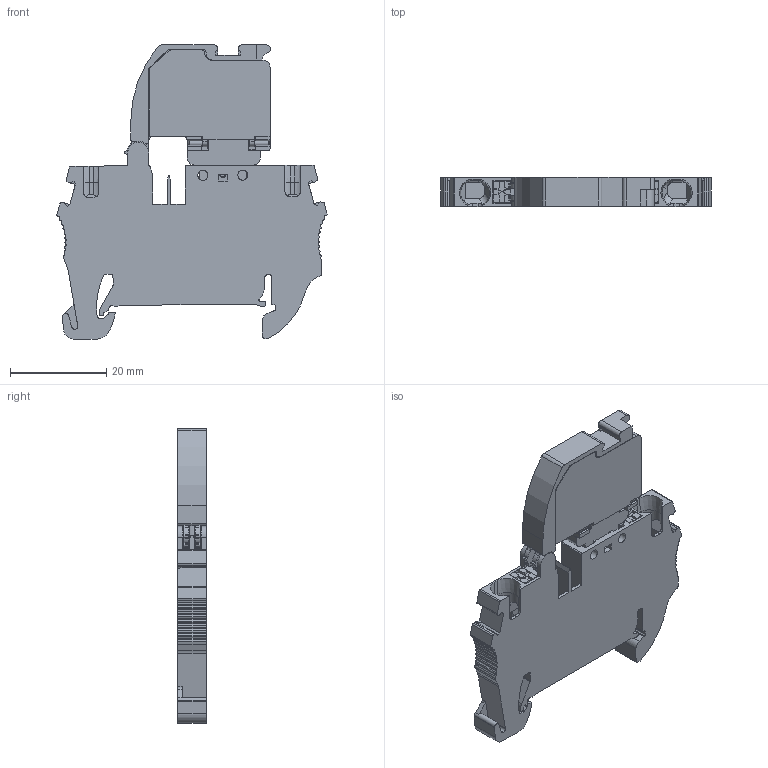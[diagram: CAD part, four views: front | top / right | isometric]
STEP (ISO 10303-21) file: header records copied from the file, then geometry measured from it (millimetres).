
FILE_DESCRIPTION(/* description */ ('Unknown'),/* implementation_level */ '2;1');
FILE_NAME(/* name */ 'PQF4_3D_SOLID',/* time_stamp */ '2021-05-01T09:48:17+05:00',/* author */ ('Unknown'),/* organization */ ('Unknown'),/* preprocessor_version */ 'ST-DEVELOPER v16.7',/* originating_system */ 'DEX',/* authorisation */ $);
FILE_SCHEMA (('AUTOMOTIVE_DESIGN {1 0 10303 214 3 1 1}'));
Length unit declared in the file: millimetre
Products named in the file (1): PQF4_3D_SOLID1
Bounding box: 56.24 x 6 x 61.22 mm (x, y, z)
Volume: 11554.2 mm3; surface area: 8484.4 mm2
Topology: 1 solids, 1 shells, 791 faces, 2323 edges, 1533 vertices
Faces by surface type: plane 464, cylinder 306, cone 12, torus 9
Full cylindrical faces by diameter (mm): 1.2 x1, 1.5 x10, 1.7 x2, 2.1 x4
Entity records: 31730 total; most frequent: CARTESIAN_POINT 4718, ORIENTED_EDGE 4562, DIRECTION 4480, EDGE_CURVE 2281, LINE 1588, VECTOR 1588, VERTEX_POINT 1517, AXIS2_PLACEMENT_3D 1446
